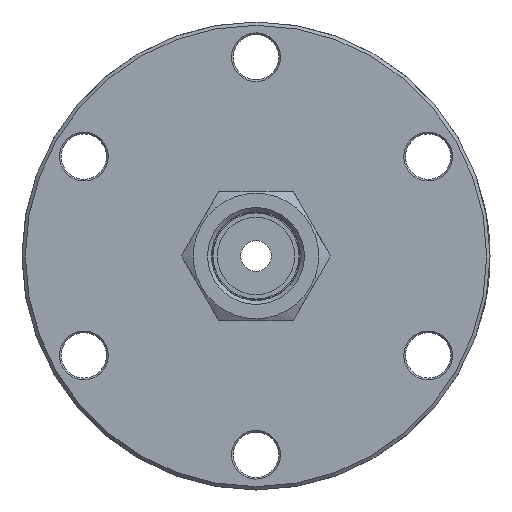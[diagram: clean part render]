
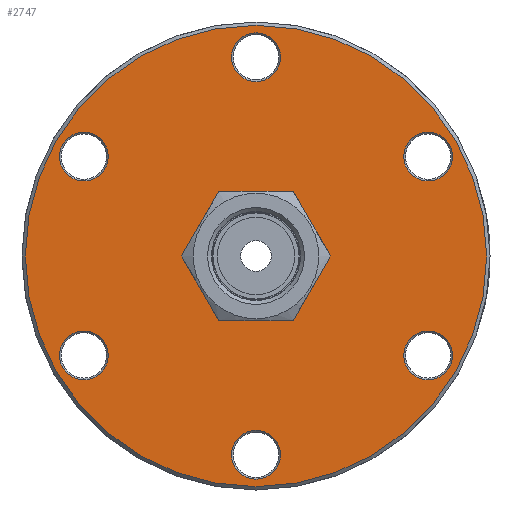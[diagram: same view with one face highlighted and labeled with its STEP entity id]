
A CAD part, front view. The second image highlights one B-rep face of the part: STEP entity #2747.
In plain terms, the highlighted planar face has unit normal (0, -1, 0).
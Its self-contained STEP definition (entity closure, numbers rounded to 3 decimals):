
#239=FACE_BOUND('',#519,.T.);
#240=FACE_BOUND('',#520,.T.);
#241=FACE_BOUND('',#521,.T.);
#242=FACE_BOUND('',#522,.T.);
#243=FACE_BOUND('',#523,.T.);
#244=FACE_BOUND('',#524,.T.);
#245=FACE_BOUND('',#525,.T.);
#273=PLANE('',#3061);
#359=FACE_OUTER_BOUND('',#518,.T.);
#518=EDGE_LOOP('',(#1875));
#519=EDGE_LOOP('',(#1876));
#520=EDGE_LOOP('',(#1877));
#521=EDGE_LOOP('',(#1878));
#522=EDGE_LOOP('',(#1879));
#523=EDGE_LOOP('',(#1880));
#524=EDGE_LOOP('',(#1881));
#525=EDGE_LOOP('',(#1882));
#1033=CIRCLE('',#3055,4.445);
#1037=CIRCLE('',#3060,34.05);
#1038=CIRCLE('',#3062,3.6);
#1039=CIRCLE('',#3063,3.6);
#1040=CIRCLE('',#3064,3.6);
#1041=CIRCLE('',#3065,3.6);
#1042=CIRCLE('',#3066,3.6);
#1043=CIRCLE('',#3067,3.6);
#1161=VERTEX_POINT('',#4063);
#1165=VERTEX_POINT('',#4073);
#1166=VERTEX_POINT('',#4077);
#1167=VERTEX_POINT('',#4079);
#1168=VERTEX_POINT('',#4081);
#1169=VERTEX_POINT('',#4083);
#1170=VERTEX_POINT('',#4085);
#1171=VERTEX_POINT('',#4087);
#1443=EDGE_CURVE('',#1161,#1161,#1033,.T.);
#1449=EDGE_CURVE('',#1165,#1165,#1037,.T.);
#1450=EDGE_CURVE('',#1166,#1166,#1038,.T.);
#1451=EDGE_CURVE('',#1167,#1167,#1039,.T.);
#1452=EDGE_CURVE('',#1168,#1168,#1040,.T.);
#1453=EDGE_CURVE('',#1169,#1169,#1041,.T.);
#1454=EDGE_CURVE('',#1170,#1170,#1042,.T.);
#1455=EDGE_CURVE('',#1171,#1171,#1043,.T.);
#1875=ORIENTED_EDGE('',*,*,#1449,.F.);
#1876=ORIENTED_EDGE('',*,*,#1443,.T.);
#1877=ORIENTED_EDGE('',*,*,#1450,.F.);
#1878=ORIENTED_EDGE('',*,*,#1451,.F.);
#1879=ORIENTED_EDGE('',*,*,#1452,.F.);
#1880=ORIENTED_EDGE('',*,*,#1453,.F.);
#1881=ORIENTED_EDGE('',*,*,#1454,.F.);
#1882=ORIENTED_EDGE('',*,*,#1455,.F.);
#2747=ADVANCED_FACE('',(#359,#239,#240,#241,#242,#243,#244,#245),#273,.T.);
#3055=AXIS2_PLACEMENT_3D('',#4064,#3340,#3341);
#3060=AXIS2_PLACEMENT_3D('',#4075,#3352,#3353);
#3061=AXIS2_PLACEMENT_3D('',#4076,#3354,#3355);
#3062=AXIS2_PLACEMENT_3D('',#4078,#3356,#3357);
#3063=AXIS2_PLACEMENT_3D('',#4080,#3358,#3359);
#3064=AXIS2_PLACEMENT_3D('',#4082,#3360,#3361);
#3065=AXIS2_PLACEMENT_3D('',#4084,#3362,#3363);
#3066=AXIS2_PLACEMENT_3D('',#4086,#3364,#3365);
#3067=AXIS2_PLACEMENT_3D('',#4088,#3366,#3367);
#3340=DIRECTION('center_axis',(0.,1.,0.));
#3341=DIRECTION('ref_axis',(-1.,0.,0.));
#3352=DIRECTION('center_axis',(0.,1.,0.));
#3353=DIRECTION('ref_axis',(1.,0.,0.));
#3354=DIRECTION('center_axis',(0.,-1.,0.));
#3355=DIRECTION('ref_axis',(0.,0.,
-1.));
#3356=DIRECTION('center_axis',(0.,-1.,0.));
#3357=DIRECTION('ref_axis',(0.5,0.,0.866));
#3358=DIRECTION('center_axis',(0.,-1.,0.));
#3359=DIRECTION('ref_axis',(-1.,0.,0.));
#3360=DIRECTION('center_axis',(0.,-1.,0.));
#3361=DIRECTION('ref_axis',(0.5,0.,-0.866));
#3362=DIRECTION('center_axis',(0.,-1.,0.));
#3363=DIRECTION('ref_axis',(1.,0.,0.));
#3364=DIRECTION('center_axis',(0.,-1.,0.));
#3365=DIRECTION('ref_axis',(-0.5,0.,-0.866));
#3366=DIRECTION('center_axis',(0.,-1.,0.));
#3367=DIRECTION('ref_axis',(-0.5,0.,0.866));
#4063=CARTESIAN_POINT('',(4.445,0.,0.));
#4064=CARTESIAN_POINT('Origin',(0.,0.,0.));
#4073=CARTESIAN_POINT('',(-34.05,0.,0.));
#4075=CARTESIAN_POINT('Origin',(0.,0.,0.));
#4076=CARTESIAN_POINT('Origin',(-34.55,0.,0.));
#4077=CARTESIAN_POINT('',(23.618,0.,-17.793));
#4078=CARTESIAN_POINT('Origin',(25.418,0.,-14.675));
#4079=CARTESIAN_POINT('',(3.6,0.,29.35));
#4080=CARTESIAN_POINT('Origin',(0.,0.,29.35));
#4081=CARTESIAN_POINT('',(-27.218,0.,-11.557));
#4082=CARTESIAN_POINT('Origin',(-25.418,0.,-14.675));
#4083=CARTESIAN_POINT('',(-3.6,0.,-29.35));
#4084=CARTESIAN_POINT('Origin',(0.,0.,-29.35));
#4085=CARTESIAN_POINT('',(-23.618,0.,17.793));
#4086=CARTESIAN_POINT('Origin',(-25.418,0.,
14.675));
#4087=CARTESIAN_POINT('',(27.218,0.,11.557));
#4088=CARTESIAN_POINT('Origin',(25.418,0.,14.675));
